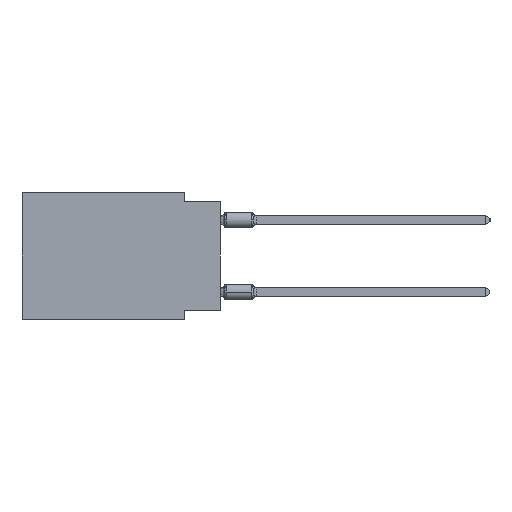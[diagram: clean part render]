
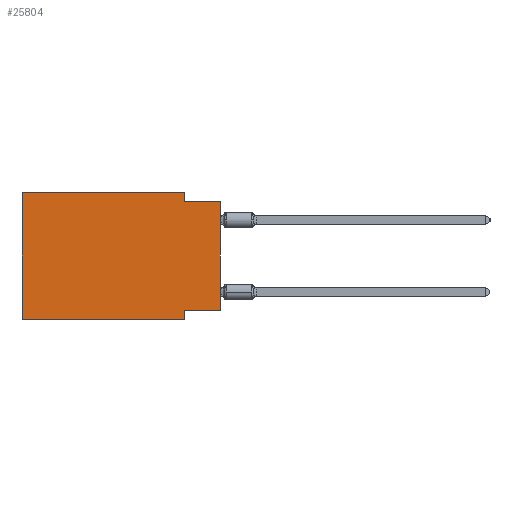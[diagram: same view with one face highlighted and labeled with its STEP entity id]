
A CAD part, left-side view. The second image highlights one B-rep face of the part: STEP entity #25804.
In plain terms, the highlighted planar face has unit normal (-1, 0, 0).
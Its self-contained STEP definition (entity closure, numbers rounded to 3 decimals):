
#153 = EDGE_CURVE ( 'NONE', #25544, #20097, #10967, .T. ) ;
#529 = VERTEX_POINT ( 'NONE', #16075 ) ;
#670 = DIRECTION ( 'NONE',  ( 0., -1., 0. ) ) ;
#1188 = VECTOR ( 'NONE', #3699, 1000. ) ;
#1440 = EDGE_CURVE ( 'NONE', #16012, #529, #21215, .T. ) ;
#1544 = EDGE_LOOP ( 'NONE', ( #9318, #3487, #26195, #3237, #3667, #15527, #21704, #8512 ) ) ;
#2586 = PLANE ( 'NONE',  #13288 ) ;
#3237 = ORIENTED_EDGE ( 'NONE', *, *, #21971, .F. ) ;
#3487 = ORIENTED_EDGE ( 'NONE', *, *, #12212, .F. ) ;
#3667 = ORIENTED_EDGE ( 'NONE', *, *, #153, .F. ) ;
#3699 = DIRECTION ( 'NONE',  ( 0., -1., 0. ) ) ;
#3751 = DIRECTION ( 'NONE',  ( 0., 0., -1. ) ) ;
#4272 = CARTESIAN_POINT ( 'NONE',  ( 0., 13.97, 0. ) ) ;
#4956 = DIRECTION ( 'NONE',  ( 1., 0., 0. ) ) ;
#5291 = VERTEX_POINT ( 'NONE', #21113 ) ;
#5491 = VERTEX_POINT ( 'NONE', #9313 ) ;
#6463 = CARTESIAN_POINT ( 'NONE',  ( 0., 2.54, -8.89 ) ) ;
#6858 = CARTESIAN_POINT ( 'NONE',  ( 0., 13.97, 0. ) ) ;
#6891 = LINE ( 'NONE', #17735, #12704 ) ;
#7183 = CARTESIAN_POINT ( 'NONE',  ( 0., 13.97, 0. ) ) ;
#7266 = EDGE_CURVE ( 'NONE', #25544, #22636, #21010, .T. ) ;
#7391 = DIRECTION ( 'NONE',  ( 0., 1., 0. ) ) ;
#7405 = CARTESIAN_POINT ( 'NONE',  ( 0., 0., 0. ) ) ;
#7546 = CARTESIAN_POINT ( 'NONE',  ( 0., 0., -8.255 ) ) ;
#8147 = LINE ( 'NONE', #25600, #1188 ) ;
#8512 = ORIENTED_EDGE ( 'NONE', *, *, #1440, .F. ) ;
#9313 = CARTESIAN_POINT ( 'NONE',  ( 0., 2.54, 0. ) ) ;
#9318 = ORIENTED_EDGE ( 'NONE', *, *, #24942, .T. ) ;
#10150 = EDGE_CURVE ( 'NONE', #5491, #5291, #14656, .T. ) ;
#10967 = LINE ( 'NONE', #4272, #28685 ) ;
#12212 = EDGE_CURVE ( 'NONE', #5291, #13521, #6891, .T. ) ;
#12704 = VECTOR ( 'NONE', #29192, 1000. ) ;
#13288 = AXIS2_PLACEMENT_3D ( 'NONE', #7183, #4956, #20849 ) ;
#13521 = VERTEX_POINT ( 'NONE', #28290 ) ;
#14112 = VECTOR ( 'NONE', #7391, 1000. ) ;
#14656 = LINE ( 'NONE', #28623, #16604 ) ;
#14923 = CARTESIAN_POINT ( 'NONE',  ( 0., 13.97, -8.89 ) ) ;
#15527 = ORIENTED_EDGE ( 'NONE', *, *, #7266, .T. ) ;
#16012 = VERTEX_POINT ( 'NONE', #24306 ) ;
#16075 = CARTESIAN_POINT ( 'NONE',  ( 0., 2.54, -8.255 ) ) ;
#16465 = DIRECTION ( 'NONE',  ( 0., 0., 1. ) ) ;
#16604 = VECTOR ( 'NONE', #17314, 1000. ) ;
#16820 = LINE ( 'NONE', #21732, #18578 ) ;
#17314 = DIRECTION ( 'NONE',  ( 0., 0., -1. ) ) ;
#17735 = CARTESIAN_POINT ( 'NONE',  ( 0., 0., -0.635 ) ) ;
#18578 = VECTOR ( 'NONE', #3751, 1000. ) ;
#20045 = VECTOR ( 'NONE', #16465, 1000. ) ;
#20097 = VERTEX_POINT ( 'NONE', #6858 ) ;
#20170 = DIRECTION ( 'NONE',  ( 0., 0., 1. ) ) ;
#20849 = DIRECTION ( 'NONE',  ( 0., 0., -1. ) ) ;
#20996 = FACE_OUTER_BOUND ( 'NONE', #1544, .T. ) ;
#21010 = LINE ( 'NONE', #25483, #21625 ) ;
#21113 = CARTESIAN_POINT ( 'NONE',  ( 0., 2.54, -0.635 ) ) ;
#21215 = LINE ( 'NONE', #7546, #14112 ) ;
#21625 = VECTOR ( 'NONE', #670, 1000. ) ;
#21704 = ORIENTED_EDGE ( 'NONE', *, *, #27227, .F. ) ;
#21732 = CARTESIAN_POINT ( 'NONE',  ( 0., 2.54, -8.89 ) ) ;
#21971 = EDGE_CURVE ( 'NONE', #20097, #5491, #8147, .T. ) ;
#22636 = VERTEX_POINT ( 'NONE', #6463 ) ;
#23605 = LINE ( 'NONE', #7405, #20045 ) ;
#24306 = CARTESIAN_POINT ( 'NONE',  ( 0., 0., -8.255 ) ) ;
#24942 = EDGE_CURVE ( 'NONE', #16012, #13521, #23605, .T. ) ;
#25483 = CARTESIAN_POINT ( 'NONE',  ( 0., 13.97, -8.89 ) ) ;
#25544 = VERTEX_POINT ( 'NONE', #14923 ) ;
#25600 = CARTESIAN_POINT ( 'NONE',  ( 0., 13.97, 0. ) ) ;
#25804 = ADVANCED_FACE ( 'NONE', ( #20996 ), #2586, .F. ) ;
#26195 = ORIENTED_EDGE ( 'NONE', *, *, #10150, .F. ) ;
#27227 = EDGE_CURVE ( 'NONE', #529, #22636, #16820, .T. ) ;
#28290 = CARTESIAN_POINT ( 'NONE',  ( 0., 0., -0.635 ) ) ;
#28623 = CARTESIAN_POINT ( 'NONE',  ( 0., 2.54, 0. ) ) ;
#28685 = VECTOR ( 'NONE', #20170, 1000. ) ;
#29192 = DIRECTION ( 'NONE',  ( 0., -1., 0. ) ) ;
